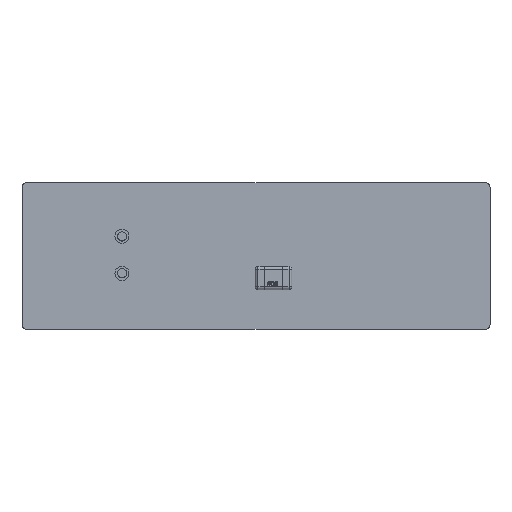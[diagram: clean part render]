
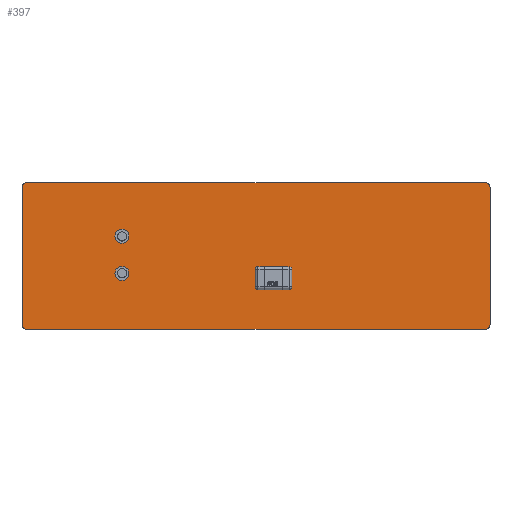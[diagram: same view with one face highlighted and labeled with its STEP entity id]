
A CAD part, top view. The second image highlights one B-rep face of the part: STEP entity #397.
In plain terms, the highlighted planar face has unit normal (0, 0, 1).
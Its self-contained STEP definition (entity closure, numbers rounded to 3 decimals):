
#60 = VERTEX_POINT('',#61);
#61 = CARTESIAN_POINT('',(84.713,83.439,0.411));
#67 = EDGE_CURVE('',#60,#68,#70,.T.);
#68 = VERTEX_POINT('',#69);
#69 = CARTESIAN_POINT('',(84.963,83.189,0.411));
#70 = CIRCLE('',#71,0.249);
#71 = AXIS2_PLACEMENT_3D('',#72,#73,#74);
#72 = CARTESIAN_POINT('',(84.962,83.438,0.411));
#73 = DIRECTION('',(0.,0.,1.));
#74 = DIRECTION('',(-1.,0.003,0.));
#100 = EDGE_CURVE('',#68,#101,#103,.T.);
#101 = VERTEX_POINT('',#102);
#102 = CARTESIAN_POINT('',(109.982,83.189,0.411));
#103 = LINE('',#104,#105);
#104 = CARTESIAN_POINT('',(84.963,83.189,0.411));
#105 = VECTOR('',#106,1.);
#106 = DIRECTION('',(1.,0.,0.));
#131 = EDGE_CURVE('',#101,#132,#134,.T.);
#132 = VERTEX_POINT('',#133);
#133 = CARTESIAN_POINT('',(110.232,83.439,0.411));
#134 = CIRCLE('',#135,0.249);
#135 = AXIS2_PLACEMENT_3D('',#136,#137,#138);
#136 = CARTESIAN_POINT('',(109.983,83.438,0.411));
#137 = DIRECTION('',(0.,0.,1.));
#138 = DIRECTION('',(-0.003,-1.,0.));
#164 = EDGE_CURVE('',#132,#165,#167,.T.);
#165 = VERTEX_POINT('',#166);
#166 = CARTESIAN_POINT('',(110.232,90.932,0.411));
#167 = LINE('',#168,#169);
#168 = CARTESIAN_POINT('',(110.232,83.439,0.411));
#169 = VECTOR('',#170,1.);
#170 = DIRECTION('',(0.,1.,0.));
#195 = EDGE_CURVE('',#165,#196,#198,.T.);
#196 = VERTEX_POINT('',#197);
#197 = CARTESIAN_POINT('',(109.982,91.182,0.411));
#198 = CIRCLE('',#199,0.249);
#199 = AXIS2_PLACEMENT_3D('',#200,#201,#202);
#200 = CARTESIAN_POINT('',(109.983,90.933,0.411));
#201 = DIRECTION('',(0.,0.,1.));
#202 = DIRECTION('',(1.,-0.003,0.));
#228 = EDGE_CURVE('',#196,#229,#231,.T.);
#229 = VERTEX_POINT('',#230);
#230 = CARTESIAN_POINT('',(84.963,91.182,0.411));
#231 = LINE('',#232,#233);
#232 = CARTESIAN_POINT('',(109.982,91.182,0.411));
#233 = VECTOR('',#234,1.);
#234 = DIRECTION('',(-1.,0.,0.));
#259 = EDGE_CURVE('',#229,#260,#262,.T.);
#260 = VERTEX_POINT('',#261);
#261 = CARTESIAN_POINT('',(84.713,90.932,0.411));
#262 = CIRCLE('',#263,0.249);
#263 = AXIS2_PLACEMENT_3D('',#264,#265,#266);
#264 = CARTESIAN_POINT('',(84.962,90.933,0.411));
#265 = DIRECTION('',(0.,0.,1.));
#266 = DIRECTION('',(0.003,1.,0.));
#292 = EDGE_CURVE('',#260,#60,#293,.T.);
#293 = LINE('',#294,#295);
#294 = CARTESIAN_POINT('',(84.713,90.932,0.411));
#295 = VECTOR('',#296,1.);
#296 = DIRECTION('',(0.,-1.,0.));
#316 = VERTEX_POINT('',#317);
#317 = CARTESIAN_POINT('',(90.546,88.265,0.411));
#323 = EDGE_CURVE('',#316,#316,#324,.T.);
#324 = CIRCLE('',#325,0.381);
#325 = AXIS2_PLACEMENT_3D('',#326,#327,#328);
#326 = CARTESIAN_POINT('',(90.165,88.265,0.411));
#327 = DIRECTION('',(0.,0.,1.));
#328 = DIRECTION('',(1.,0.,0.));
#349 = VERTEX_POINT('',#350);
#350 = CARTESIAN_POINT('',(90.546,86.233,0.411));
#356 = EDGE_CURVE('',#349,#349,#357,.T.);
#357 = CIRCLE('',#358,0.381);
#358 = AXIS2_PLACEMENT_3D('',#359,#360,#361);
#359 = CARTESIAN_POINT('',(90.165,86.233,0.411));
#360 = DIRECTION('',(0.,0.,1.));
#361 = DIRECTION('',(1.,0.,0.));
#397 = ADVANCED_FACE('',(#398,#408,#411),#414,.F.);
#398 = FACE_BOUND('',#399,.T.);
#399 = EDGE_LOOP('',(#400,#401,#402,#403,#404,#405,#406,#407));
#400 = ORIENTED_EDGE('',*,*,#67,.T.);
#401 = ORIENTED_EDGE('',*,*,#100,.T.);
#402 = ORIENTED_EDGE('',*,*,#131,.T.);
#403 = ORIENTED_EDGE('',*,*,#164,.T.);
#404 = ORIENTED_EDGE('',*,*,#195,.T.);
#405 = ORIENTED_EDGE('',*,*,#228,.T.);
#406 = ORIENTED_EDGE('',*,*,#259,.T.);
#407 = ORIENTED_EDGE('',*,*,#292,.T.);
#408 = FACE_BOUND('',#409,.F.);
#409 = EDGE_LOOP('',(#410));
#410 = ORIENTED_EDGE('',*,*,#323,.T.);
#411 = FACE_BOUND('',#412,.F.);
#412 = EDGE_LOOP('',(#413));
#413 = ORIENTED_EDGE('',*,*,#356,.T.);
#414 = PLANE('',#415);
#415 = AXIS2_PLACEMENT_3D('',#416,#417,#418);
#416 = CARTESIAN_POINT('',(84.713,83.439,0.411));
#417 = DIRECTION('',(0.,0.,-1.));
#418 = DIRECTION('',(-1.,0.,0.));
